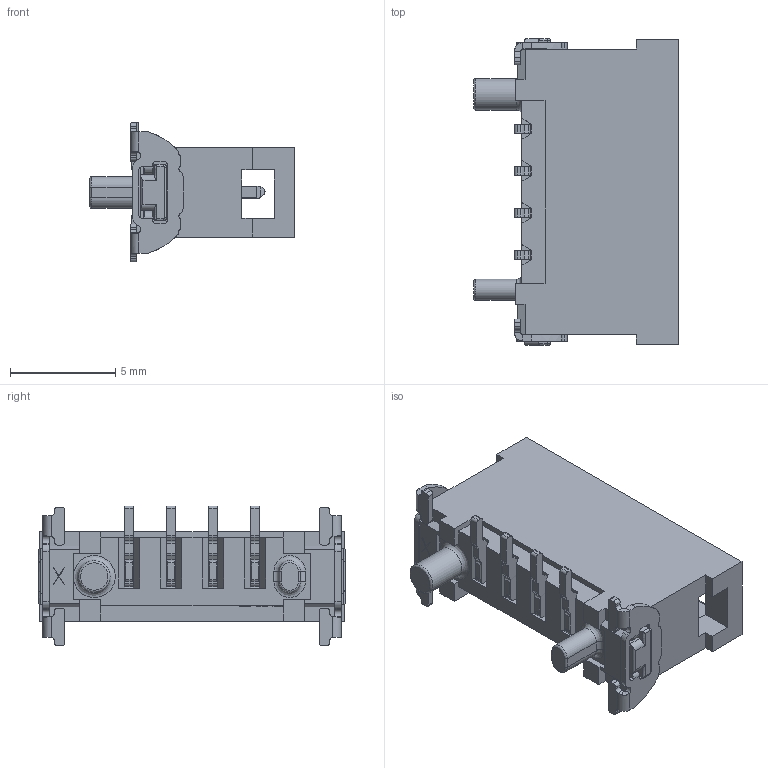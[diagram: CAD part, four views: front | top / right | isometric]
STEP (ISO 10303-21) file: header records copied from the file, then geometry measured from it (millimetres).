
FILE_DESCRIPTION( ('This file contains a STEP AP42 implementation' ,'as created by ZW3D STEP Interface translator.') ,'2;1' );
FILE_NAME( '3918-PXX-1MXXWDXR1.stp' ,'23 9 5.161510', (''), ('ZWCAD Software Co.'), 'Version 1.0', 'ZW3D to STEP translator', '' );
FILE_SCHEMA(('AUTOMOTIVE_DESIGN { 1 0 10303 214 1 1 1 1 }'));
Length unit declared in the file: millimetre
Products named in the file (2): 0; M-等齬180僅SMT
Bounding box: 9.75 x 14.6 x 6.65 mm (x, y, z)
Volume: 251.1 mm3; surface area: 763.8 mm2
Topology: 1 solids, 2 shells, 867 faces, 2444 edges, 1537 vertices
Faces by surface type: plane 576, cylinder 227, bspline 64
Full cylindrical faces by diameter (mm): 1.5 x1
Entity records: 29457 total; most frequent: CARTESIAN_POINT 6086, ORIENTED_EDGE 4922, DIRECTION 4420, EDGE_CURVE 2447, VECTOR 1850, LINE 1850, VERTEX_POINT 1537, AXIS2_PLACEMENT_3D 1285
